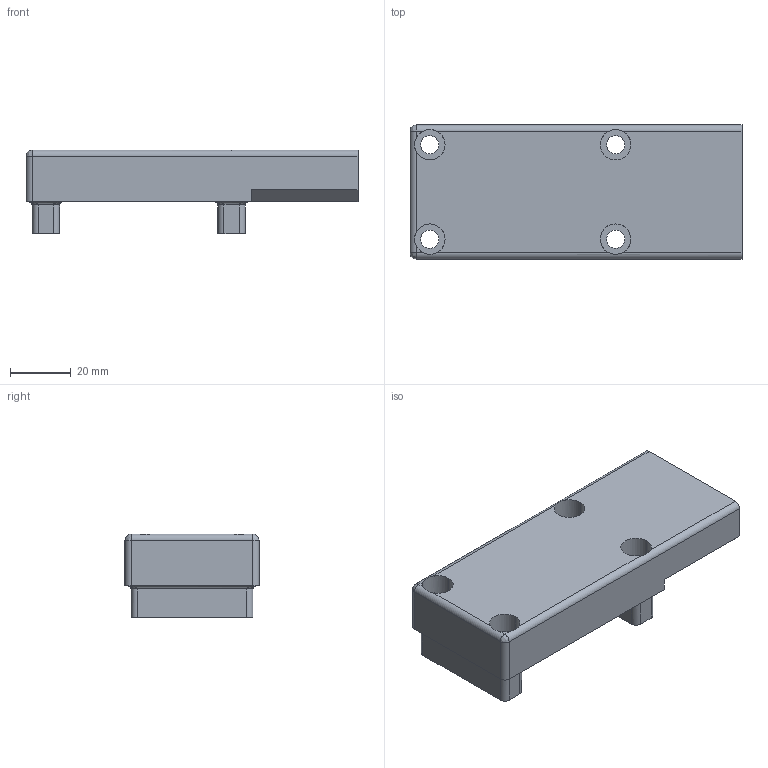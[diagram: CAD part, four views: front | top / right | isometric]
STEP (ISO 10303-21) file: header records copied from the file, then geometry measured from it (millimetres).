
FILE_DESCRIPTION (( 'STEP AP203' ), '1' );
FILE_NAME ('ZTY-104004_Default_sldprt.STEP', '2021-04-17T06:21:56', ( '' ), ( '' ), 'SwSTEP 2.0', 'SolidWorks 2013', '' );
FILE_SCHEMA (( 'CONFIG_CONTROL_DESIGN' ));
Length unit declared in the file: millimetre
Products named in the file (1): ZTY-104004_Default_sldprt
Bounding box: 109 x 44 x 27.5 mm (x, y, z)
Volume: 81692.5 mm3; surface area: 19643 mm2
Topology: 1 solids, 1 shells, 95 faces, 239 edges, 136 vertices
Faces by surface type: cylinder 49, plane 28, bspline 10, cone 8
Entity records: 3166 total; most frequent: CARTESIAN_POINT 941, ORIENTED_EDGE 442, DIRECTION 439, EDGE_CURVE 221, AXIS2_PLACEMENT_3D 164, VERTEX_POINT 136, LINE 111, VECTOR 111
